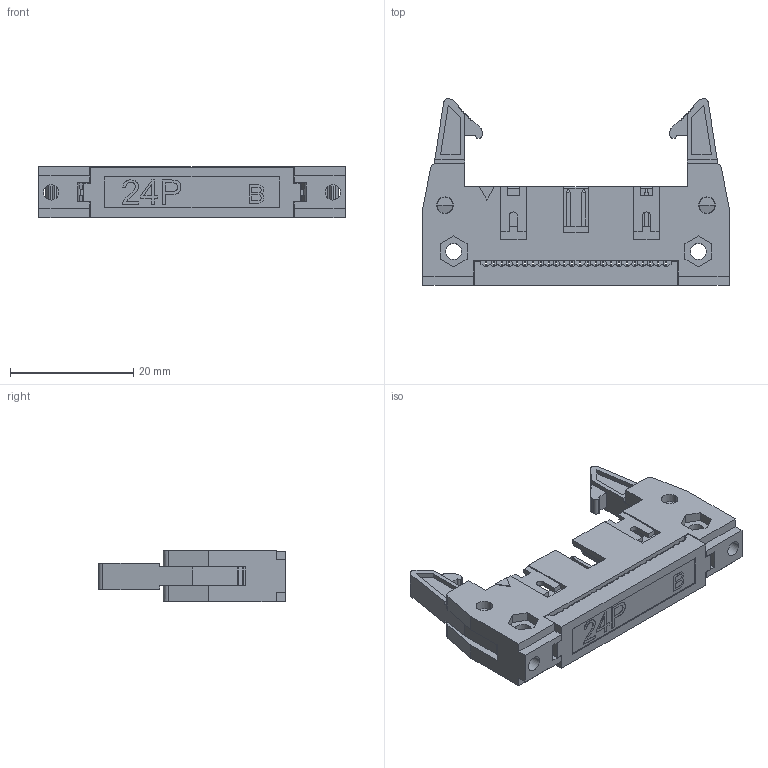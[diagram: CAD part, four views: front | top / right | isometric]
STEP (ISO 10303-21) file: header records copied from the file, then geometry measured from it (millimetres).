
FILE_DESCRIPTION( ('This file contains a STEP AP42 implementation' ,'as created by ZW3D STEP Interface translator.') ,'2;1' );
FILE_NAME( '3820-XXXXNXL01.stp' ,'231130.115537', (''), ('ZWCAD Software Co.'), 'Version 1.0', 'ZW3D to STEP translator', '' );
FILE_SCHEMA(('AUTOMOTIVE_DESIGN { 1 0 10303 214 1 1 1 1 }'));
Length unit declared in the file: millimetre
Products named in the file (2): 0; 3820-24XXNGL01
Bounding box: 49.68 x 30.3 x 8.4 mm (x, y, z)
Volume: 4813.7 mm3; surface area: 7135.5 mm2
Topology: 1 solids, 1 shells, 2085 faces, 5905 edges, 3745 vertices
Faces by surface type: plane 1286, cylinder 583, bspline 216
Entity records: 71463 total; most frequent: CARTESIAN_POINT 15556, ORIENTED_EDGE 11700, DIRECTION 10825, EDGE_CURVE 5809, VECTOR 4225, LINE 4225, VERTEX_POINT 3745, AXIS2_PLACEMENT_3D 3300
